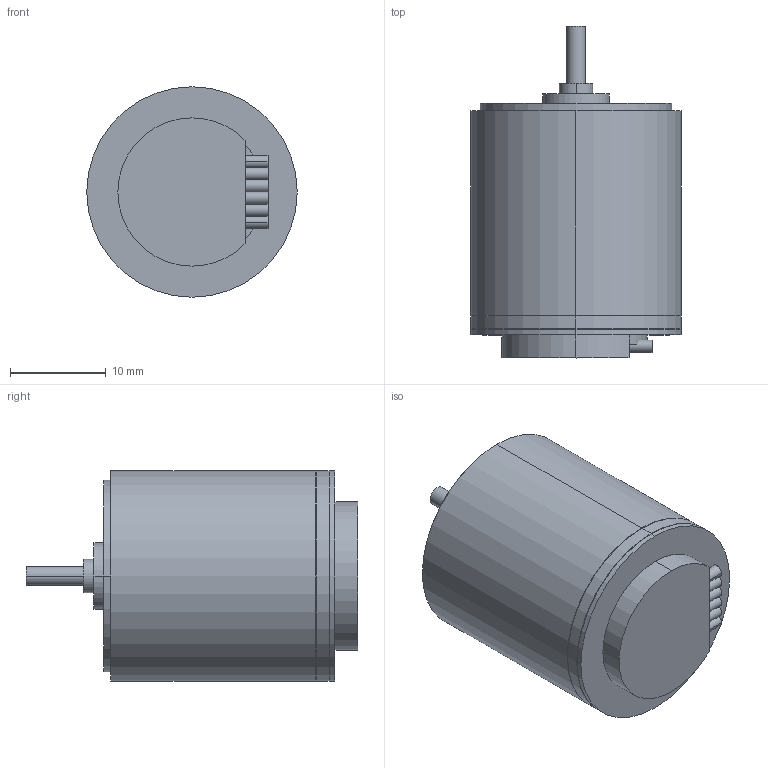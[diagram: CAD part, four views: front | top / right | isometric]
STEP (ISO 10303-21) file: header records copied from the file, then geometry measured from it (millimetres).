
FILE_DESCRIPTION (( 'STEP AP214' ), '1' );
FILE_NAME ('Moteur + Codeur.STEP', '2015-06-03T14:21:42', ( 'ROBOT' ), ( '' ), 'SwSTEP 2.0', 'SolidWorks 2013', '' );
FILE_SCHEMA (( 'AUTOMOTIVE_DESIGN' ));
Length unit declared in the file: millimetre
Products named in the file (3): Codeur_IE2-64; Moteur_2224USR; Moteur + Codeur
Assembly tree (2 placements, depth 2):
  Moteur + Codeur
    Moteur_2224USR
    Codeur_IE2-64
Bounding box: 22 x 34.7 x 22 mm (x, y, z)
Volume: 9733 mm3; surface area: 3214.5 mm2
Topology: 2 solids, 2 shells, 92 faces, 216 edges, 130 vertices
Faces by surface type: cylinder 49, plane 23, cone 20
Entity records: 3023 total; most frequent: DIRECTION 495, CARTESIAN_POINT 436, ORIENTED_EDGE 408, EDGE_CURVE 204, AXIS2_PLACEMENT_3D 199, VERTEX_POINT 130, EDGE_LOOP 106, CIRCLE 102
